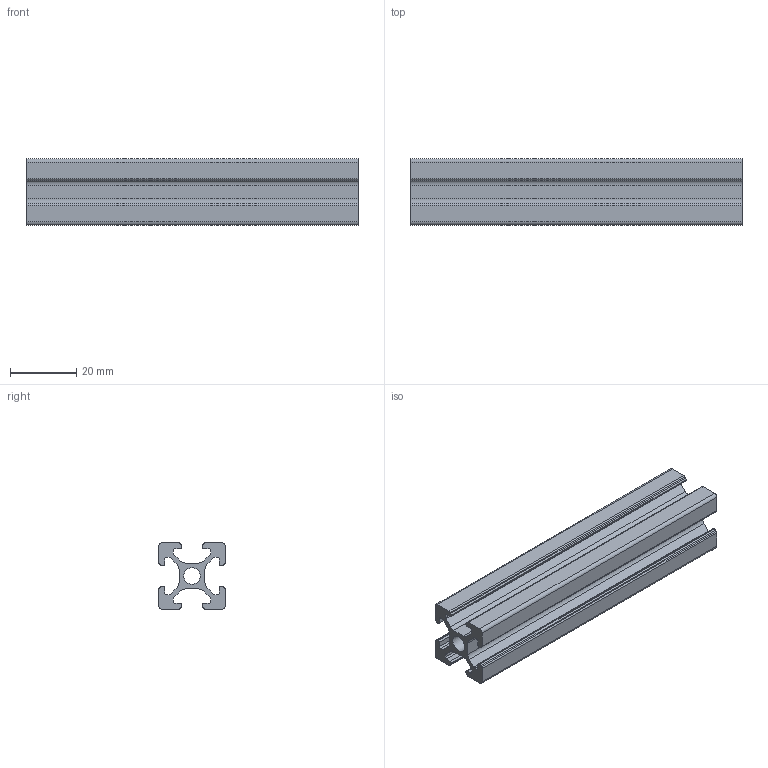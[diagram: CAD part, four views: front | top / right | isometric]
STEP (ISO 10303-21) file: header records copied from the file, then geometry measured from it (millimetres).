
FILE_DESCRIPTION(/* description */ (''),/* implementation_level */ '2;1');
FILE_NAME(/* name */ '1221 Adafruit 2020 Extrusion.step',/* time_stamp */ '2018-07-07T15:48:34-04:00',/* author */ ('Adafruit'),/* organization */ (''),/* preprocessor_version */ 'ST-DEVELOPER v17',/* originating_system */ 'Autodesk Translation Framework v7.1.0.215',/* authorisation */ '');
FILE_SCHEMA (('AUTOMOTIVE_DESIGN { 1 0 10303 214 3 1 1 }'));
Length unit declared in the file: millimetre
Products named in the file (1): Adafruit2020
Bounding box: 100 x 20 x 20 mm (x, y, z)
Volume: 16873.5 mm3; surface area: 16567 mm2
Topology: 1 solids, 1 shells, 107 faces, 317 edges, 212 vertices
Faces by surface type: cylinder 61, plane 46
Full cylindrical faces by diameter (mm): 5 x1
Entity records: 3668 total; most frequent: DIRECTION 657, CARTESIAN_POINT 637, ORIENTED_EDGE 634, EDGE_CURVE 317, AXIS2_PLACEMENT_3D 232, VERTEX_POINT 212, LINE 193, VECTOR 193
